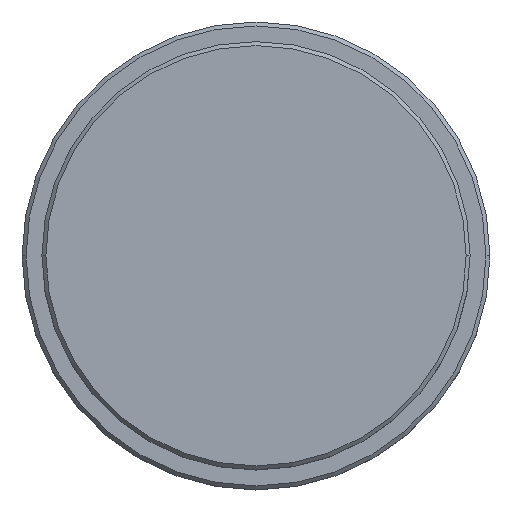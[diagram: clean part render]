
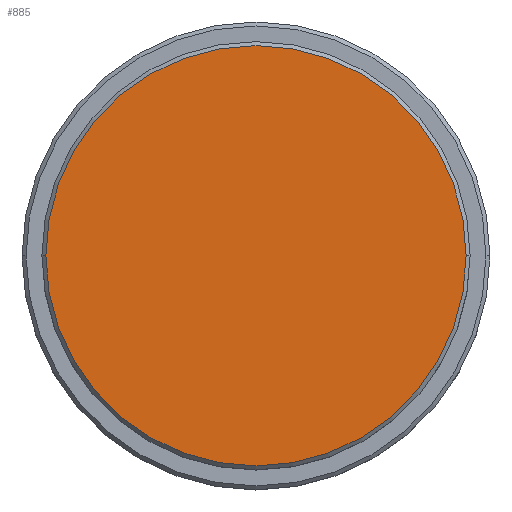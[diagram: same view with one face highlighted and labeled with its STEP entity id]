
A CAD part, top view. The second image highlights one B-rep face of the part: STEP entity #885.
In plain terms, the highlighted planar face has unit normal (0, 0, 1).
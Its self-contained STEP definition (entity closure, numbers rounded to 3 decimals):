
#1 = EDGE_CURVE ( 'NONE', #38, #1194, #1208, .T. ) ;
#28 = DIRECTION ( 'NONE',  ( 0., 0., 1. ) ) ;
#38 = VERTEX_POINT ( 'NONE', #1379 ) ;
#105 = AXIS2_PLACEMENT_3D ( 'NONE', #876, #329, #540 ) ;
#254 = EDGE_CURVE ( 'NONE', #1194, #38, #333, .T. ) ;
#270 = CARTESIAN_POINT ( 'NONE',  ( 0., 0., 0. ) ) ;
#329 = DIRECTION ( 'NONE',  ( 0., 0., 1. ) ) ;
#333 = CIRCLE ( 'NONE', #105, 26.5 ) ;
#377 = CARTESIAN_POINT ( 'NONE',  ( 0., 0., 0. ) ) ;
#473 = ORIENTED_EDGE ( 'NONE', *, *, #1, .T. ) ;
#507 = AXIS2_PLACEMENT_3D ( 'NONE', #377, #1281, #1375 ) ;
#540 = DIRECTION ( 'NONE',  ( 1., 0., 0. ) ) ;
#569 = AXIS2_PLACEMENT_3D ( 'NONE', #270, #28, #1238 ) ;
#830 = EDGE_LOOP ( 'NONE', ( #1040, #473 ) ) ;
#850 = FACE_OUTER_BOUND ( 'NONE', #830, .T. ) ;
#876 = CARTESIAN_POINT ( 'NONE',  ( 0., 0., 0. ) ) ;
#885 = ADVANCED_FACE ( 'NONE', ( #850 ), #1288, .T. ) ;
#1040 = ORIENTED_EDGE ( 'NONE', *, *, #254, .T. ) ;
#1134 = CARTESIAN_POINT ( 'NONE',  ( -26.5, 0., 0. ) ) ;
#1194 = VERTEX_POINT ( 'NONE', #1134 ) ;
#1208 = CIRCLE ( 'NONE', #569, 26.5 ) ;
#1238 = DIRECTION ( 'NONE',  ( 1., 0., 0. ) ) ;
#1281 = DIRECTION ( 'NONE',  ( 0., 0., 1. ) ) ;
#1288 = PLANE ( 'NONE',  #507 ) ;
#1375 = DIRECTION ( 'NONE',  ( 1., 0., 0. ) ) ;
#1379 = CARTESIAN_POINT ( 'NONE',  ( 26.5, 0., 0. ) ) ;
